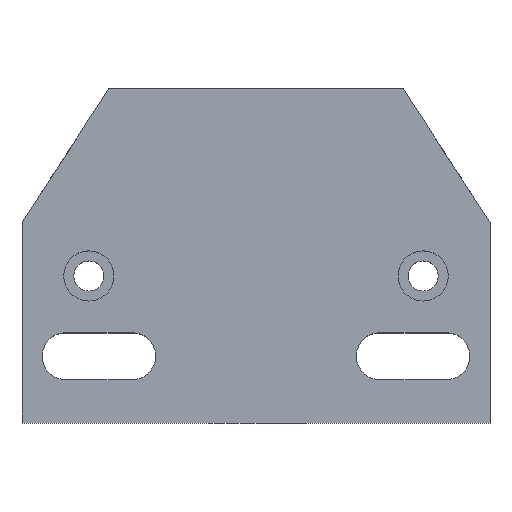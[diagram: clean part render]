
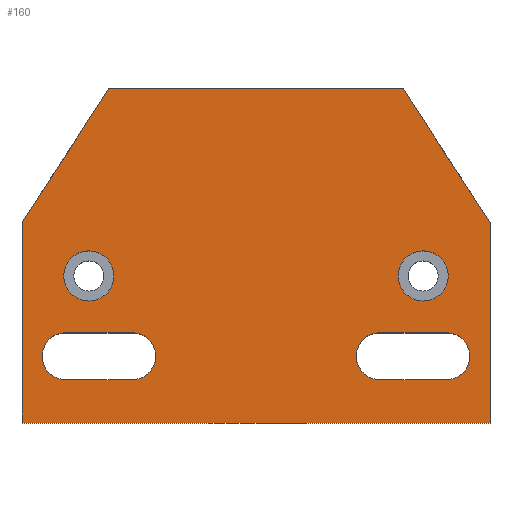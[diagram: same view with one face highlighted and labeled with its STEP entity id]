
A CAD part, top view. The second image highlights one B-rep face of the part: STEP entity #160.
In plain terms, the highlighted planar face has unit normal (0, 0, 1).
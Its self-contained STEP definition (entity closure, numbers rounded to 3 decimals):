
#160=ADVANCED_FACE('',(#334,#335,#336,#337,#338),#339,.F.);
#334=FACE_BOUND('',#526,.T.);
#335=FACE_BOUND('',#527,.T.);
#336=FACE_BOUND('',#528,.T.);
#337=FACE_BOUND('',#529,.T.);
#338=FACE_OUTER_BOUND('',#530,.T.);
#339=PLANE('',#531);
#526=EDGE_LOOP('',(#933,#934));
#527=EDGE_LOOP('',(#935,#936));
#528=EDGE_LOOP('',(#937,#938,#939,#940,#941,#942));
#529=EDGE_LOOP('',(#943,#944,#945,#946,#947,#948));
#530=EDGE_LOOP('',(#949,#950,#951,#952,#953,#954));
#531=AXIS2_PLACEMENT_3D('',#955,#956,#957);
#933=ORIENTED_EDGE('',*,*,#1243,.F.);
#934=ORIENTED_EDGE('',*,*,#1209,.F.);
#935=ORIENTED_EDGE('',*,*,#1241,.F.);
#936=ORIENTED_EDGE('',*,*,#1214,.F.);
#937=ORIENTED_EDGE('',*,*,#1130,.F.);
#938=ORIENTED_EDGE('',*,*,#1271,.F.);
#939=ORIENTED_EDGE('',*,*,#1199,.F.);
#940=ORIENTED_EDGE('',*,*,#1268,.F.);
#941=ORIENTED_EDGE('',*,*,#1265,.F.);
#942=ORIENTED_EDGE('',*,*,#1259,.F.);
#943=ORIENTED_EDGE('',*,*,#1135,.F.);
#944=ORIENTED_EDGE('',*,*,#1257,.F.);
#945=ORIENTED_EDGE('',*,*,#1204,.F.);
#946=ORIENTED_EDGE('',*,*,#1254,.F.);
#947=ORIENTED_EDGE('',*,*,#1251,.F.);
#948=ORIENTED_EDGE('',*,*,#1245,.F.);
#949=ORIENTED_EDGE('',*,*,#1292,.T.);
#950=ORIENTED_EDGE('',*,*,#1278,.F.);
#951=ORIENTED_EDGE('',*,*,#1289,.F.);
#952=ORIENTED_EDGE('',*,*,#1293,.T.);
#953=ORIENTED_EDGE('',*,*,#1294,.T.);
#954=ORIENTED_EDGE('',*,*,#1295,.T.);
#955=CARTESIAN_POINT('',(35.0,0.0,20.0));
#956=DIRECTION('',(0.0,0.0,-1.0));
#957=DIRECTION('',(-1.0,0.0,0.0));
#1130=EDGE_CURVE('',#1347,#1343,#1349,.T.);
#1135=EDGE_CURVE('',#1356,#1352,#1358,.T.);
#1199=EDGE_CURVE('',#1464,#1466,#1467,.T.);
#1204=EDGE_CURVE('',#1473,#1475,#1476,.T.);
#1209=EDGE_CURVE('',#1482,#1484,#1485,.T.);
#1214=EDGE_CURVE('',#1491,#1493,#1494,.T.);
#1241=EDGE_CURVE('',#1493,#1491,#1529,.T.);
#1243=EDGE_CURVE('',#1484,#1482,#1531,.T.);
#1245=EDGE_CURVE('',#1352,#1533,#1534,.T.);
#1251=EDGE_CURVE('',#1533,#1540,#1543,.T.);
#1254=EDGE_CURVE('',#1540,#1473,#1546,.T.);
#1257=EDGE_CURVE('',#1475,#1356,#1549,.T.);
#1259=EDGE_CURVE('',#1343,#1551,#1552,.T.);
#1265=EDGE_CURVE('',#1551,#1558,#1561,.T.);
#1268=EDGE_CURVE('',#1558,#1464,#1564,.T.);
#1271=EDGE_CURVE('',#1466,#1347,#1567,.T.);
#1278=EDGE_CURVE('',#1574,#1576,#1577,.T.);
#1289=EDGE_CURVE('',#1591,#1574,#1593,.T.);
#1292=EDGE_CURVE('',#1596,#1576,#1597,.T.);
#1293=EDGE_CURVE('',#1591,#1598,#1599,.T.);
#1294=EDGE_CURVE('',#1598,#1600,#1601,.T.);
#1295=EDGE_CURVE('',#1600,#1596,#1602,.T.);
#1343=VERTEX_POINT('',#1680);
#1347=VERTEX_POINT('',#1685);
#1349=CIRCLE('',#1688,3.5);
#1352=VERTEX_POINT('',#1691);
#1356=VERTEX_POINT('',#1696);
#1358=CIRCLE('',#1699,3.5);
#1464=VERTEX_POINT('',#1935);
#1466=VERTEX_POINT('',#1938);
#1467=CIRCLE('',#1939,3.5);
#1473=VERTEX_POINT('',#1946);
#1475=VERTEX_POINT('',#1949);
#1476=CIRCLE('',#1950,3.5);
#1482=VERTEX_POINT('',#1957);
#1484=VERTEX_POINT('',#1960);
#1485=CIRCLE('',#1961,3.75);
#1491=VERTEX_POINT('',#1968);
#1493=VERTEX_POINT('',#1971);
#1494=CIRCLE('',#1972,3.75);
#1529=CIRCLE('',#2012,3.75);
#1531=CIRCLE('',#2014,3.75);
#1533=VERTEX_POINT('',#2016);
#1534=CIRCLE('',#2017,3.5);
#1540=VERTEX_POINT('',#2024);
#1543=LINE('',#2029,#2030);
#1546=CIRCLE('',#2033,3.5);
#1549=LINE('',#2037,#2038);
#1551=VERTEX_POINT('',#2040);
#1552=CIRCLE('',#2041,3.5);
#1558=VERTEX_POINT('',#2048);
#1561=LINE('',#2053,#2054);
#1564=CIRCLE('',#2057,3.5);
#1567=LINE('',#2061,#2062);
#1574=VERTEX_POINT('',#2069);
#1576=VERTEX_POINT('',#2072);
#1577=LINE('',#2073,#2074);
#1591=VERTEX_POINT('',#2110);
#1593=LINE('',#2113,#2114);
#1596=VERTEX_POINT('',#2118);
#1597=LINE('',#2119,#2120);
#1598=VERTEX_POINT('',#2121);
#1599=LINE('',#2122,#2123);
#1600=VERTEX_POINT('',#2124);
#1601=LINE('',#2125,#2126);
#1602=LINE('',#2127,#2128);
#1680=CARTESIAN_POINT('',(-32.0,10.0,20.0));
#1685=CARTESIAN_POINT('',(-28.5,13.5,20.0));
#1688=AXIS2_PLACEMENT_3D('',#2258,#2259,#2260);
#1691=CARTESIAN_POINT('',(15.0,10.0,20.0));
#1696=CARTESIAN_POINT('',(18.5,13.5,20.0));
#1699=AXIS2_PLACEMENT_3D('',#2266,#2267,#2268);
#1935=CARTESIAN_POINT('',(-15.0,10.0,20.0));
#1938=CARTESIAN_POINT('',(-18.5,13.5,20.0));
#1939=AXIS2_PLACEMENT_3D('',#2343,#2344,#2345);
#1946=CARTESIAN_POINT('',(32.0,10.0,20.0));
#1949=CARTESIAN_POINT('',(28.5,13.5,20.0));
#1950=AXIS2_PLACEMENT_3D('',#2351,#2352,#2353);
#1957=CARTESIAN_POINT('',(21.25,22.0,20.0));
#1960=CARTESIAN_POINT('',(28.75,22.0,20.0));
#1961=AXIS2_PLACEMENT_3D('',#2359,#2360,#2361);
#1968=CARTESIAN_POINT('',(-28.75,22.0,20.0));
#1971=CARTESIAN_POINT('',(-21.25,22.0,20.0));
#1972=AXIS2_PLACEMENT_3D('',#2367,#2368,#2369);
#2012=AXIS2_PLACEMENT_3D('',#2411,#2412,#2413);
#2014=AXIS2_PLACEMENT_3D('',#2414,#2415,#2416);
#2016=CARTESIAN_POINT('',(18.5,6.5,20.0));
#2017=AXIS2_PLACEMENT_3D('',#2417,#2418,#2419);
#2024=CARTESIAN_POINT('',(28.5,6.5,20.0));
#2029=CARTESIAN_POINT('',(0.0,6.5,20.0));
#2030=VECTOR('',#2426,1000.0);
#2033=AXIS2_PLACEMENT_3D('',#2430,#2431,#2432);
#2037=CARTESIAN_POINT('',(0.0,13.5,20.0));
#2038=VECTOR('',#2434,1000.0);
#2040=CARTESIAN_POINT('',(-28.5,6.5,20.0));
#2041=AXIS2_PLACEMENT_3D('',#2435,#2436,#2437);
#2048=CARTESIAN_POINT('',(-18.5,6.5,20.0));
#2053=CARTESIAN_POINT('',(0.0,6.5,20.0));
#2054=VECTOR('',#2444,1000.0);
#2057=AXIS2_PLACEMENT_3D('',#2448,#2449,#2450);
#2061=CARTESIAN_POINT('',(0.0,13.5,20.0));
#2062=VECTOR('',#2452,1000.0);
#2069=CARTESIAN_POINT('',(35.0,30.0,20.0));
#2072=CARTESIAN_POINT('',(35.0,0.0,20.0));
#2073=CARTESIAN_POINT('',(35.0,25.0,20.0));
#2074=VECTOR('',#2460,1000.0);
#2110=CARTESIAN_POINT('',(22.012,50.0,20.0));
#2113=CARTESIAN_POINT('',(22.012,50.0,20.0));
#2114=VECTOR('',#2473,1000.0);
#2118=CARTESIAN_POINT('',(-35.0,0.0,20.0));
#2119=CARTESIAN_POINT('',(0.0,0.0,20.0));
#2120=VECTOR('',#2475,1000.0);
#2121=CARTESIAN_POINT('',(-22.012,50.0,20.0));
#2122=CARTESIAN_POINT('',(0.0,50.0,20.0));
#2123=VECTOR('',#2476,1000.0);
#2124=CARTESIAN_POINT('',(-35.0,30.0,20.0));
#2125=CARTESIAN_POINT('',(-28.506,40.0,20.0));
#2126=VECTOR('',#2477,1000.0);
#2127=CARTESIAN_POINT('',(-35.0,15.0,20.0));
#2128=VECTOR('',#2478,1000.0);
#2258=CARTESIAN_POINT('',(-28.5,10.0,20.0));
#2259=DIRECTION('',(0.0,0.0,1.0));
#2260=DIRECTION('',(1.0,0.0,0.0));
#2266=CARTESIAN_POINT('',(18.5,10.0,20.0));
#2267=DIRECTION('',(0.0,0.0,1.0));
#2268=DIRECTION('',(1.0,0.0,0.0));
#2343=CARTESIAN_POINT('',(-18.5,10.0,20.0));
#2344=DIRECTION('',(0.0,0.0,1.0));
#2345=DIRECTION('',(1.0,0.0,0.0));
#2351=CARTESIAN_POINT('',(28.5,10.0,20.0));
#2352=DIRECTION('',(0.0,0.0,1.0));
#2353=DIRECTION('',(1.0,0.0,0.0));
#2359=CARTESIAN_POINT('',(25.0,22.0,20.0));
#2360=DIRECTION('',(0.0,0.0,1.0));
#2361=DIRECTION('',(1.0,0.0,0.0));
#2367=CARTESIAN_POINT('',(-25.0,22.0,20.0));
#2368=DIRECTION('',(0.0,0.0,1.0));
#2369=DIRECTION('',(1.0,0.0,0.0));
#2411=CARTESIAN_POINT('',(-25.0,22.0,20.0));
#2412=DIRECTION('',(0.0,0.0,1.0));
#2413=DIRECTION('',(1.0,0.0,0.0));
#2414=CARTESIAN_POINT('',(25.0,22.0,20.0));
#2415=DIRECTION('',(0.0,0.0,1.0));
#2416=DIRECTION('',(1.0,0.0,0.0));
#2417=CARTESIAN_POINT('',(18.5,10.0,20.0));
#2418=DIRECTION('',(0.0,0.0,1.0));
#2419=DIRECTION('',(1.0,0.0,0.0));
#2426=DIRECTION('',(1.0,0.0,0.0));
#2430=CARTESIAN_POINT('',(28.5,10.0,20.0));
#2431=DIRECTION('',(0.0,0.0,1.0));
#2432=DIRECTION('',(1.0,0.0,0.0));
#2434=DIRECTION('',(-1.0,0.0,0.0));
#2435=CARTESIAN_POINT('',(-28.5,10.0,20.0));
#2436=DIRECTION('',(0.0,0.0,1.0));
#2437=DIRECTION('',(1.0,0.0,0.0));
#2444=DIRECTION('',(1.0,0.0,0.0));
#2448=CARTESIAN_POINT('',(-18.5,10.0,20.0));
#2449=DIRECTION('',(0.0,0.0,1.0));
#2450=DIRECTION('',(1.0,0.0,0.0));
#2452=DIRECTION('',(-1.0,0.0,0.0));
#2460=DIRECTION('',(-0.0,-1.0,-0.0));
#2473=DIRECTION('',(0.545,-0.839,0.0));
#2475=DIRECTION('',(1.0,0.0,0.0));
#2476=DIRECTION('',(-1.0,-0.0,-0.0));
#2477=DIRECTION('',(-0.545,-0.839,-0.0));
#2478=DIRECTION('',(-0.0,-1.0,-0.0));
